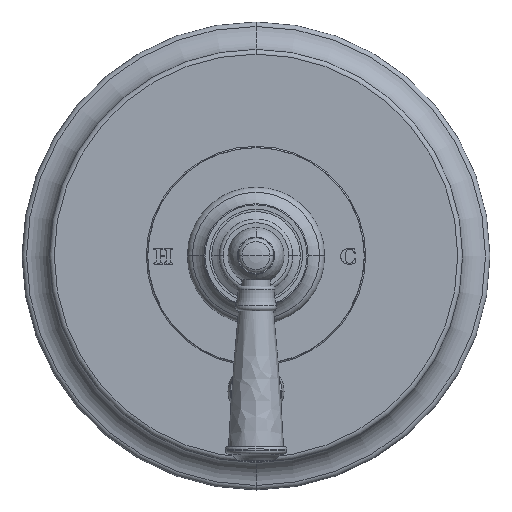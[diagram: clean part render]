
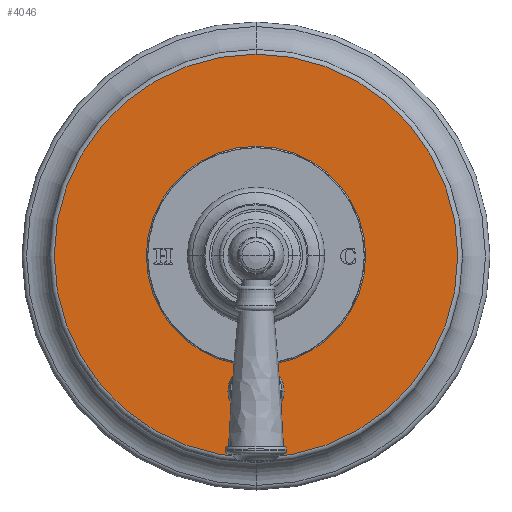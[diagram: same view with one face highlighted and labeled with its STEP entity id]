
A CAD part, top view. The second image highlights one B-rep face of the part: STEP entity #4046.
In plain terms, the highlighted planar face has unit normal (0, 0, 1).
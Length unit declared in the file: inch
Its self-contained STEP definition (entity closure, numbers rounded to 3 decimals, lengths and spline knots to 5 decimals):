
#80=CARTESIAN_POINT('',(0.,0.,0.625));
#81=DIRECTION('',(0.,0.,1.));
#82=DIRECTION('',(0.,1.,0.));
#83=AXIS2_PLACEMENT_3D('',#80,#81,#82);
#85=CARTESIAN_POINT('',(0.,0.,0.625));
#86=DIRECTION('',(0.,0.,-1.));
#87=DIRECTION('',(0.,1.,0.));
#88=AXIS2_PLACEMENT_3D('',#85,#86,#87);
#90=CARTESIAN_POINT('',(0.,-2.17,0.625));
#91=DIRECTION('',(0.,0.,1.));
#92=DIRECTION('',(-1.,0.,0.));
#93=AXIS2_PLACEMENT_3D('',#90,#91,#92);
#95=CARTESIAN_POINT('',(0.,-2.17,0.625));
#96=DIRECTION('',(0.,0.,1.));
#97=DIRECTION('',(1.,0.,0.));
#98=AXIS2_PLACEMENT_3D('',#95,#96,#97);
#100=CARTESIAN_POINT('',(0.,0.,0.625));
#101=DIRECTION('',(0.,0.,1.));
#102=DIRECTION('',(0.,-1.,0.));
#103=AXIS2_PLACEMENT_3D('',#100,#101,#102);
#115=CARTESIAN_POINT('',(0.,0.,0.625));
#116=DIRECTION('',(0.,0.,1.));
#117=DIRECTION('',(0.,1.,0.));
#118=AXIS2_PLACEMENT_3D('',#115,#116,#117);
#3371=CARTESIAN_POINT('',(0.,3.233,0.625));
#3372=VERTEX_POINT('',#3371);
#3379=CARTESIAN_POINT('',(0.,-3.233,0.625));
#3380=VERTEX_POINT('',#3379);
#3381=CARTESIAN_POINT('',(0.,-1.75698,0.625));
#3382=CARTESIAN_POINT('',(0.,1.75698,0.625));
#3383=VERTEX_POINT('',#3381);
#3384=VERTEX_POINT('',#3382);
#3723=CARTESIAN_POINT('',(-0.236,-2.17,0.625));
#3724=CARTESIAN_POINT('',(0.236,-2.17,0.625));
#3725=VERTEX_POINT('',#3723);
#3726=VERTEX_POINT('',#3724);
#4025=CARTESIAN_POINT('',(0.,0.,0.625));
#4026=DIRECTION('',(0.,0.,-1.));
#4027=DIRECTION('',(0.,-1.,0.));
#4028=AXIS2_PLACEMENT_3D('',#4025,#4026,#4027);
#4029=PLANE('',#4028);
#4030=ORIENTED_EDGE('',*,*,#4004,.F.);
#4031=ORIENTED_EDGE('',*,*,#4020,.T.);
#4032=EDGE_LOOP('',(#4030,#4031));
#4033=FACE_OUTER_BOUND('',#4032,.F.);
#4035=ORIENTED_EDGE('',*,*,#4034,.T.);
#4037=ORIENTED_EDGE('',*,*,#4036,.T.);
#4038=EDGE_LOOP('',(#4035,#4037));
#4039=FACE_BOUND('',#4038,.F.);
#4041=ORIENTED_EDGE('',*,*,#4040,.T.);
#4043=ORIENTED_EDGE('',*,*,#4042,.T.);
#4044=EDGE_LOOP('',(#4041,#4043));
#4045=FACE_BOUND('',#4044,.F.);
#4046=ADVANCED_FACE('',(#4033,#4039,#4045),#4029,.F.);
#84=CIRCLE('',#83,3.233);
#89=CIRCLE('',#88,3.233);
#94=CIRCLE('',#93,0.236);
#99=CIRCLE('',#98,0.236);
#104=CIRCLE('',#103,1.75698);
#119=CIRCLE('',#118,1.75698);
#4004=EDGE_CURVE('',#3372,#3380,#84,.T.);
#4020=EDGE_CURVE('',#3372,#3380,#89,.T.);
#4034=EDGE_CURVE('',#3383,#3384,#104,.T.);
#4036=EDGE_CURVE('',#3384,#3383,#119,.T.);
#4040=EDGE_CURVE('',#3725,#3726,#94,.T.);
#4042=EDGE_CURVE('',#3726,#3725,#99,.T.);
